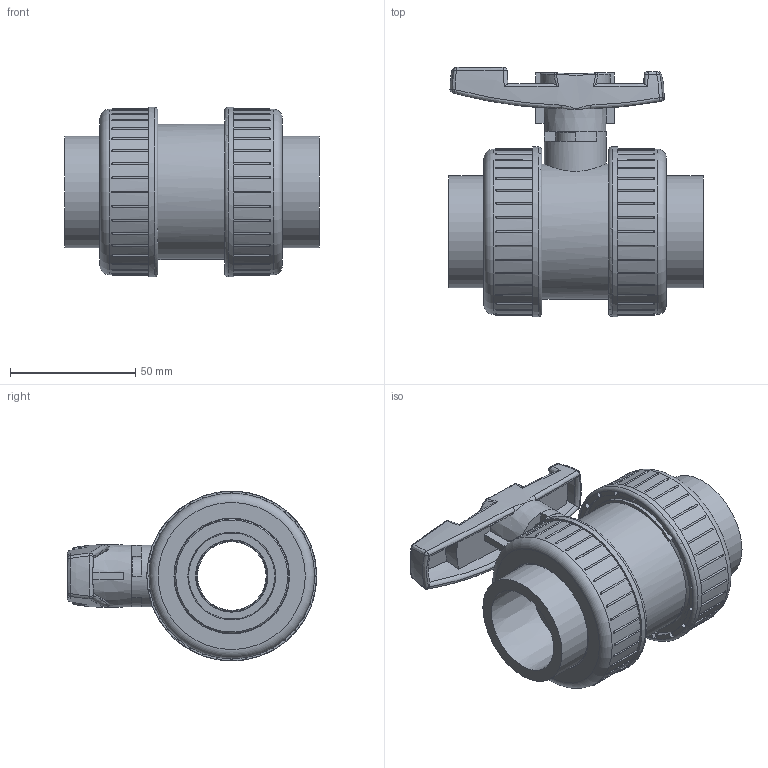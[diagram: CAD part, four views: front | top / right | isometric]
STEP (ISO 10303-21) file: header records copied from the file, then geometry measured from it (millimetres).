
FILE_DESCRIPTION(/* description */ (''),/* implementation_level */ '2;1');
FILE_NAME(/* name */ '32双由令球阀(灰）.stp',/* time_stamp */ '2023-08-05T13:26:19+08:00',/* author */ (''),/* organization */ (''),/* preprocessor_version */ 'ST-DEVELOPER v16',/* originating_system */ 'SIEMENS PLM Software NX 10.0',/* authorisation */ '');
FILE_SCHEMA (('AUTOMOTIVE_DESIGN { 1 0 10303 214 3 1 1 1 }'));
Length unit declared in the file: millimetre
Products named in the file (1): gelv05102A4Cw5gs
Bounding box: 101.45 x 99.36 x 67.68 mm (x, y, z)
Volume: 195054 mm3; surface area: 104625.7 mm2
Topology: 16 solids, 16 shells, 769 faces, 2197 edges, 1401 vertices
Faces by surface type: plane 351, cylinder 204, sphere 85, bspline 67, torus 53, cone 9
Full cylindrical faces by diameter (mm): 12.24 x4, 15.12 x3, 15.84 x1, 16.56 x2, 18 x1, 24.578 x1, 27.36 x1, 28.08 x2, 28.8 x4, 32.544 x3, 33.12 x1, 33.84 x3, 36.432 x3, 36.72 x1, 39.96 x1, 40.421 x3, 42.768 x3, 44.28 x1, 44.64 x2, 45.648 x2, 46.08 x2, 46.8 x1, 47.52 x2, 47.808 x1, 52.128 x2, 54 x8, 61.2 x2, 65.88 x2, 67.68 x2
Entity records: 34168 total; most frequent: CARTESIAN_POINT 16287, ORIENTED_EDGE 3724, DIRECTION 3546, EDGE_CURVE 1862, AXIS2_PLACEMENT_3D 1412, VERTEX_POINT 1265, EDGE_LOOP 921, ADVANCED_FACE 760
